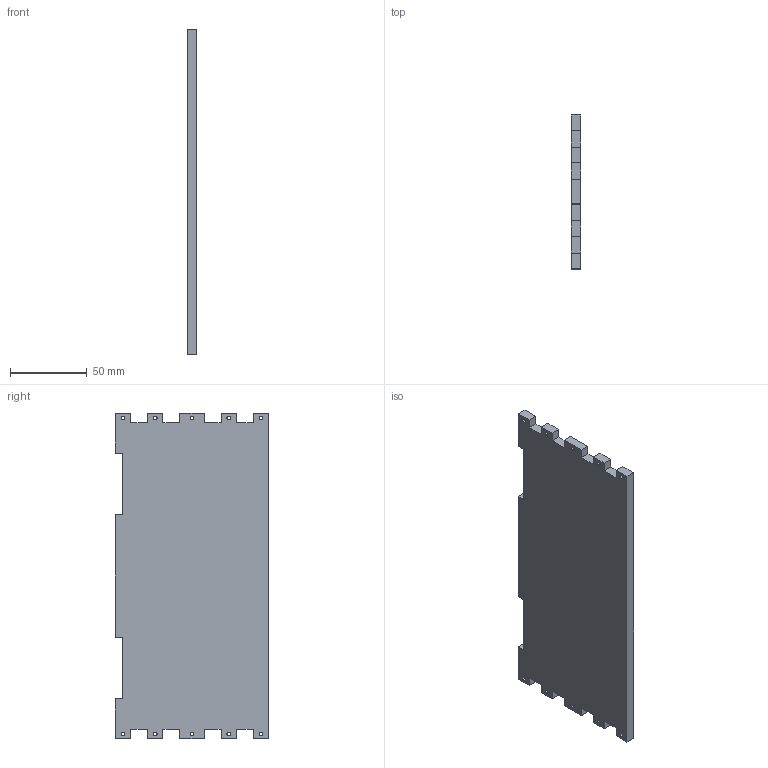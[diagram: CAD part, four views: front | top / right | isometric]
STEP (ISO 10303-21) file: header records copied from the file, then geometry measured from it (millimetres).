
FILE_DESCRIPTION((''),'2;1');
FILE_NAME('FUSE_BOX_SIDE_LEFT','2019-12-18T20:21:50',('max'),(''),'CREO PARAMETRIC BY PTC INC, 2019224','CREO PARAMETRIC BY PTC INC, 2019224','');
FILE_SCHEMA(('CONFIG_CONTROL_DESIGN'));
Length unit declared in the file: millimetre
Products named in the file (1): FUSE_BOX_SIDE_LEFT
Bounding box: 6 x 100 x 212 mm (x, y, z)
Volume: 121337.5 mm3; surface area: 45357.1 mm2
Topology: 1 solids, 1 shells, 66 faces, 192 edges, 128 vertices
Faces by surface type: plane 46, cylinder 20
Entity records: 2254 total; most frequent: CARTESIAN_POINT 386, ORIENTED_EDGE 384, DIRECTION 364, EDGE_CURVE 192, VECTOR 152, LINE 152, VERTEX_POINT 128, AXIS2_PLACEMENT_3D 106
